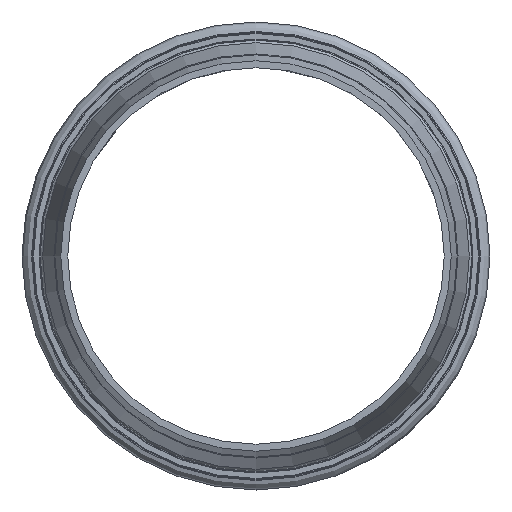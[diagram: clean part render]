
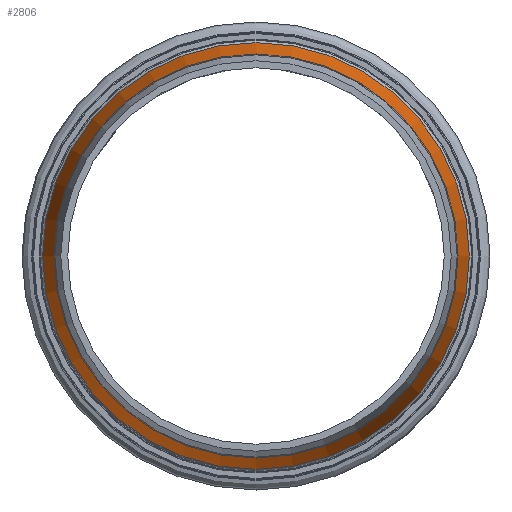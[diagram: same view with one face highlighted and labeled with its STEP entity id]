
A CAD part, front view. The second image highlights one B-rep face of the part: STEP entity #2806.
In plain terms, the highlighted conical face has half-angle 15 degrees and reference radius 56.675 mm.
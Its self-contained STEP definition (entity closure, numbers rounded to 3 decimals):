
#15=CONICAL_SURFACE('',#2962,56.675,0.262);
#209=CIRCLE('',#2961,58.35);
#210=CIRCLE('',#2963,55.);
#365=FACE_OUTER_BOUND('',#482,.T.);
#482=EDGE_LOOP('',(#2249,#2250,#2251,#2252));
#757=LINE('',#9561,#854);
#854=VECTOR('',#3341,56.675);
#1361=VERTEX_POINT('',#9555);
#1362=VERTEX_POINT('',#9559);
#1743=EDGE_CURVE('',#1361,#1361,#209,.T.);
#1745=EDGE_CURVE('',#1362,#1362,#210,.T.);
#1746=EDGE_CURVE('',#1362,#1361,#757,.T.);
#2249=ORIENTED_EDGE('',*,*,#1745,.F.);
#2250=ORIENTED_EDGE('',*,*,#1746,.T.);
#2251=ORIENTED_EDGE('',*,*,#1743,.T.);
#2252=ORIENTED_EDGE('',*,*,#1746,.F.);
#2806=ADVANCED_FACE('',(#365),#15,.T.);
#2961=AXIS2_PLACEMENT_3D('',#9556,#3334,#3335);
#2962=AXIS2_PLACEMENT_3D('',#9558,#3337,#3338);
#2963=AXIS2_PLACEMENT_3D('',#9560,#3339,#3340);
#3334=DIRECTION('center_axis',(0.,-1.,0.));
#3335=DIRECTION('ref_axis',(1.,0.,0.));
#3337=DIRECTION('center_axis',(0.,1.,0.));
#3338=DIRECTION('ref_axis',(-1.,0.,0.));
#3339=DIRECTION('center_axis',(0.,-1.,0.));
#3340=DIRECTION('ref_axis',(1.,0.,0.));
#3341=DIRECTION('',(0.259,0.966,0.));
#9555=CARTESIAN_POINT('',(58.35,-1.567,0.));
#9556=CARTESIAN_POINT('Origin',(0.,-1.567,
0.));
#9558=CARTESIAN_POINT('Origin',(0.,-7.818,
0.));
#9559=CARTESIAN_POINT('',(55.,-14.07,0.));
#9560=CARTESIAN_POINT('Origin',(0.,-14.07,
0.));
#9561=CARTESIAN_POINT('',(56.675,-7.818,0.));
